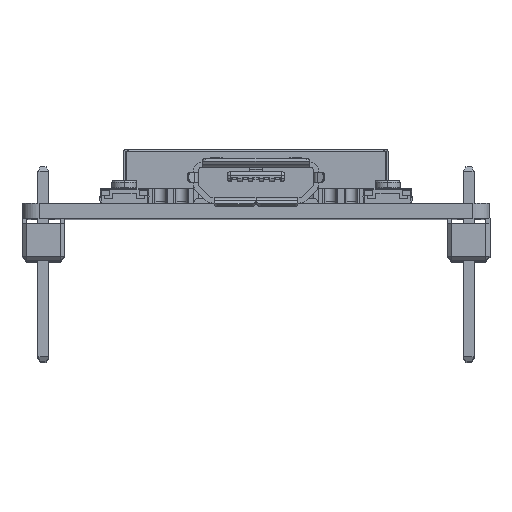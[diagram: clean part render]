
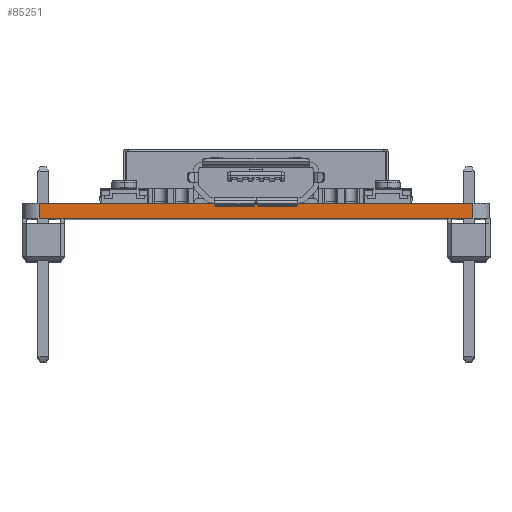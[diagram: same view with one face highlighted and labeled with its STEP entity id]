
A CAD part, top view. The second image highlights one B-rep face of the part: STEP entity #85251.
In plain terms, the highlighted planar face has unit normal (0, 0, 1).
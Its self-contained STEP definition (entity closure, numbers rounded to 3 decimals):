
#2679 = LINE ( 'NONE', #65155, #72966 ) ;
#14190 = DIRECTION ( 'NONE',  ( 1., 0., 0. ) ) ;
#19524 = CARTESIAN_POINT ( 'NONE',  ( -12.95, -0.9, 24.1 ) ) ;
#22218 = VERTEX_POINT ( 'NONE', #68175 ) ;
#25594 = VECTOR ( 'NONE', #14190, 1000. ) ;
#27418 = ORIENTED_EDGE ( 'NONE', *, *, #51438, .T. ) ;
#27487 = CARTESIAN_POINT ( 'NONE',  ( -12.95, 0., 24.1 ) ) ;
#32717 = DIRECTION ( 'NONE',  ( 1., 0., 0. ) ) ;
#34158 = LINE ( 'NONE', #75526, #25594 ) ;
#41748 = ORIENTED_EDGE ( 'NONE', *, *, #48769, .T. ) ;
#42715 = EDGE_LOOP ( 'NONE', ( #41748, #27418, #86203, #42985 ) ) ;
#42822 = LINE ( 'NONE', #47217, #72679 ) ;
#42985 = ORIENTED_EDGE ( 'NONE', *, *, #68618, .F. ) ;
#47217 = CARTESIAN_POINT ( 'NONE',  ( 12.95, -0.9, 24.1 ) ) ;
#48769 = EDGE_CURVE ( 'NONE', #49739, #73338, #34158, .T. ) ;
#49739 = VERTEX_POINT ( 'NONE', #68423 ) ;
#51438 = EDGE_CURVE ( 'NONE', #73338, #22218, #42822, .T. ) ;
#53427 = VECTOR ( 'NONE', #82700, 1000. ) ;
#53760 = PLANE ( 'NONE',  #70405 ) ;
#58721 = LINE ( 'NONE', #69715, #53427 ) ;
#59345 = EDGE_CURVE ( 'NONE', #22218, #87733, #58721, .T. ) ;
#65155 = CARTESIAN_POINT ( 'NONE',  ( -12.95, -0.9, 24.1 ) ) ;
#68175 = CARTESIAN_POINT ( 'NONE',  ( 12.95, 0., 24.1 ) ) ;
#68423 = CARTESIAN_POINT ( 'NONE',  ( -12.95, -0.9, 24.1 ) ) ;
#68618 = EDGE_CURVE ( 'NONE', #49739, #87733, #2679, .T. ) ;
#69715 = CARTESIAN_POINT ( 'NONE',  ( -12.95, 0., 24.1 ) ) ;
#70405 = AXIS2_PLACEMENT_3D ( 'NONE', #19524, #81079, #32717 ) ;
#72679 = VECTOR ( 'NONE', #87666, 1000. ) ;
#72718 = FACE_OUTER_BOUND ( 'NONE', #42715, .T. ) ;
#72966 = VECTOR ( 'NONE', #79344, 1000. ) ;
#73338 = VERTEX_POINT ( 'NONE', #74515 ) ;
#74515 = CARTESIAN_POINT ( 'NONE',  ( 12.95, -0.9, 24.1 ) ) ;
#75526 = CARTESIAN_POINT ( 'NONE',  ( -12.95, -0.9, 24.1 ) ) ;
#79344 = DIRECTION ( 'NONE',  ( 0., 1., 0. ) ) ;
#81079 = DIRECTION ( 'NONE',  ( 0., 0., 1. ) ) ;
#82700 = DIRECTION ( 'NONE',  ( -1., 0., 0. ) ) ;
#85251 = ADVANCED_FACE ( 'NONE', ( #72718 ), #53760, .T. ) ;
#86203 = ORIENTED_EDGE ( 'NONE', *, *, #59345, .T. ) ;
#87666 = DIRECTION ( 'NONE',  ( 0., 1., 0. ) ) ;
#87733 = VERTEX_POINT ( 'NONE', #27487 ) ;
